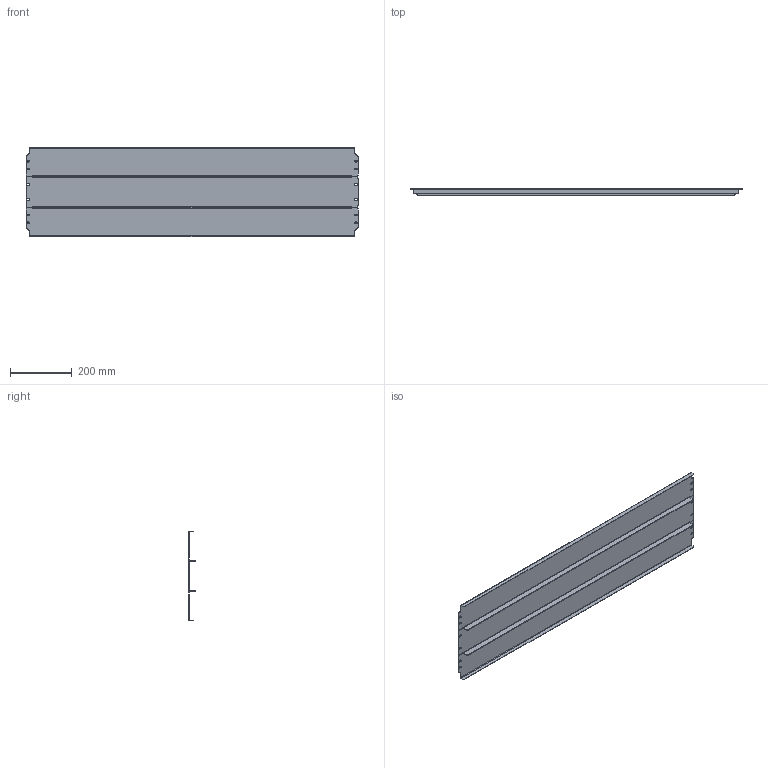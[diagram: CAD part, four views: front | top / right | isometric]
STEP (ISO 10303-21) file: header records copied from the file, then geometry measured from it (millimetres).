
FILE_DESCRIPTION (( 'STEP AP214' ), '1' );
FILE_NAME ('632.400.STEP', '2024-10-30T06:20:59', ( '' ), ( '' ), 'SwSTEP 2.0', 'SolidWorks 2021', '' );
FILE_SCHEMA (( 'AUTOMOTIVE_DESIGN' ));
Length unit declared in the file: millimetre
Products named in the file (3): 632.095; 632.101; 632.400
Assembly tree (3 placements, depth 2):
  632.400
    632.095  x2
    632.101
Bounding box: 1076.5 x 20 x 290 mm (x, y, z)
Volume: 614428.9 mm3; surface area: 830506.4 mm2
Topology: 3 solids, 3 shells, 162 faces, 428 edges, 272 vertices
Faces by surface type: plane 98, cylinder 64
Entity records: 3482 total; most frequent: DIRECTION 604, CARTESIAN_POINT 582, ORIENTED_EDGE 572, EDGE_CURVE 286, AXIS2_PLACEMENT_3D 204, LINE 196, VECTOR 196, VERTEX_POINT 182
